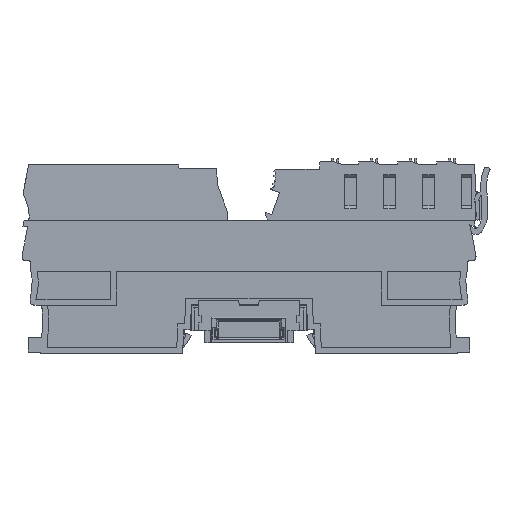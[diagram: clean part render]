
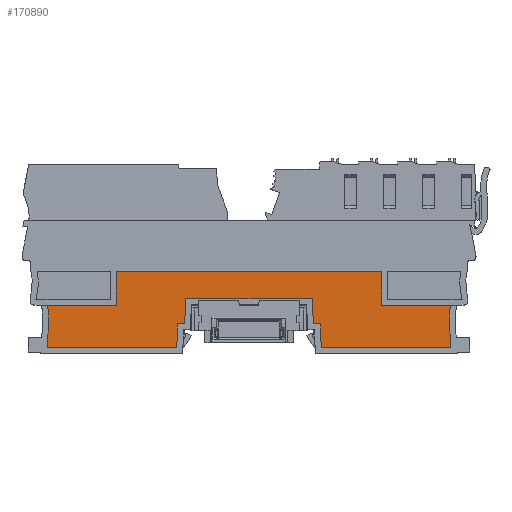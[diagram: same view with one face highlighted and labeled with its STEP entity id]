
A CAD part, left-side view. The second image highlights one B-rep face of the part: STEP entity #170890.
In plain terms, the highlighted face is planar.
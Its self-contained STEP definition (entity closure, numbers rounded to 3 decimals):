
#26400=CARTESIAN_POINT('',(78.816,4.471,
-31.));
#26410=VERTEX_POINT('',#26400);
#26440=CARTESIAN_POINT('',(-19.887,-7.648,
-31.));
#26450=DIRECTION('',(0.993,0.122,
0.));
#26460=VECTOR('',#26450,1.);
#26470=LINE('',#26440,#26460);
#26480=CARTESIAN_POINT('',(44.145,0.214,
-31.));
#26490=VERTEX_POINT('',#26480);
#26500=EDGE_CURVE('',#26490,#26410,#26470,.T.);
#27670=CARTESIAN_POINT('',(-20.667,-1.296,
-31.));
#27680=DIRECTION('',(0.993,0.122,
0.));
#27690=VECTOR('',#27680,1.);
#27700=LINE('',#27670,#27690);
#27710=CARTESIAN_POINT('',(41.242,6.305,
-31.));
#27720=VERTEX_POINT('',#27710);
#27730=CARTESIAN_POINT('',(43.144,6.539,
-31.));
#27740=VERTEX_POINT('',#27730);
#27750=EDGE_CURVE('',#27720,#27740,#27700,.T.);
#141440=CARTESIAN_POINT('',(110.904,15.564,
-31.));
#141450=DIRECTION('',(0.,0.,-1.));
#141460=DIRECTION('',(0.993,0.122,
0.));
#141470=AXIS2_PLACEMENT_3D('',#141440,#141450,#141460);
#141480=CIRCLE('',#141470,33.6);
#141490=CARTESIAN_POINT('',(78.581,6.387,
-31.));
#141500=VERTEX_POINT('',#141490);
#141510=CARTESIAN_POINT('',(77.304,15.771,
-31.));
#141520=VERTEX_POINT('',#141510);
#141530=EDGE_CURVE('',#141500,#141520,#141480,.T.);
#145590=CARTESIAN_POINT('',(73.498,47.784,
-31.));
#145600=DIRECTION('',(-0.122,0.993,
0.));
#145610=VECTOR('',#145600,1.);
#145620=LINE('',#145590,#145610);
#145630=EDGE_CURVE('',#26410,#141500,#145620,.T.);
#159150=CARTESIAN_POINT('',(37.315,43.341,
-31.));
#159160=DIRECTION('',(0.156,-0.988,
0.));
#159170=VECTOR('',#159160,1.);
#159180=LINE('',#159150,#159170);
#159190=EDGE_CURVE('',#27740,#26490,#159180,.T.);
#160410=CARTESIAN_POINT('',(58.916,13.513,
-31.));
#160420=VERTEX_POINT('',#160410);
#160450=CARTESIAN_POINT('',(-21.276,3.667,
-31.));
#160460=DIRECTION('',(0.993,0.122,
0.));
#160470=VECTOR('',#160460,1.);
#160480=LINE('',#160450,#160470);
#160490=EDGE_CURVE('',#160420,#141520,#160480,.T.);
#168800=CARTESIAN_POINT('',(-30.439,2.542,
-31.));
#168810=VERTEX_POINT('',#168800);
#168840=CARTESIAN_POINT('',(-21.276,3.667,
-31.));
#168850=DIRECTION('',(-0.993,-0.122,
0.));
#168860=VECTOR('',#168850,1.);
#168870=LINE('',#168840,#168860);
#168880=CARTESIAN_POINT('',(-12.051,4.799,
-31.));
#168890=VERTEX_POINT('',#168880);
#168900=EDGE_CURVE('',#168890,#168810,#168870,.T.);
#169290=CARTESIAN_POINT('',(-29.408,-6.872,
-31.));
#169300=VERTEX_POINT('',#169290);
#169330=CARTESIAN_POINT('',(-62.99,-5.788,
-31.));
#169340=DIRECTION('',(0.,0.,1.));
#169350=DIRECTION('',(-0.993,-0.122,
0.));
#169360=AXIS2_PLACEMENT_3D('',#169330,#169340,#169350);
#169370=CIRCLE('',#169360,33.6);
#169380=EDGE_CURVE('',#169300,#168810,#169370,.T.);
#169590=CARTESIAN_POINT('',(57.807,22.545,
-31.));
#169600=VERTEX_POINT('',#169590);
#169680=CARTESIAN_POINT('',(-13.16,13.831,
-31.));
#169690=VERTEX_POINT('',#169680);
#169720=CARTESIAN_POINT('',(-22.385,12.699,
-31.));
#169730=DIRECTION('',(-0.993,-0.122,
0.));
#169740=VECTOR('',#169730,1.);
#169750=LINE('',#169720,#169740);
#169760=EDGE_CURVE('',#169600,#169690,#169750,.T.);
#169930=CARTESIAN_POINT('',(-15.98,36.797,
-31.));
#169940=DIRECTION('',(-0.122,0.993,
0.));
#169950=VECTOR('',#169940,1.);
#169960=LINE('',#169930,#169950);
#169970=EDGE_CURVE('',#168890,#169690,#169960,.T.);
#170120=CARTESIAN_POINT('',(73.217,5.975,
-31.));
#170130=DIRECTION('',(0.,0.,1.));
#170140=DIRECTION('',(0.993,0.122,
0.));
#170150=AXIS2_PLACEMENT_3D('',#170120,#170130,#170140);
#170160=PLANE('',#170150);
#170170=ORIENTED_EDGE('',*,*,#26500,.F.);
#170180=ORIENTED_EDGE('',*,*,#145630,.F.);
#170190=ORIENTED_EDGE('',*,*,#141530,.F.);
#170200=ORIENTED_EDGE('',*,*,#160490,.T.);
#170210=CARTESIAN_POINT('',(54.987,45.511,
-31.));
#170220=DIRECTION('',(-0.122,0.993,
0.));
#170230=VECTOR('',#170220,1.);
#170240=LINE('',#170210,#170230);
#170250=EDGE_CURVE('',#160420,#169600,#170240,.T.);
#170260=ORIENTED_EDGE('',*,*,#170250,.F.);
#170270=ORIENTED_EDGE('',*,*,#169760,.F.);
#170280=ORIENTED_EDGE('',*,*,#169970,.T.);
#170290=ORIENTED_EDGE('',*,*,#168900,.F.);
#170300=ORIENTED_EDGE('',*,*,#169380,.T.);
#170310=CARTESIAN_POINT('',(-34.491,34.525,
-31.));
#170320=DIRECTION('',(-0.122,0.993,
0.));
#170330=VECTOR('',#170320,1.);
#170340=LINE('',#170310,#170330);
#170350=CARTESIAN_POINT('',(-29.173,-8.789,
-31.));
#170360=VERTEX_POINT('',#170350);
#170370=EDGE_CURVE('',#170360,#169300,#170340,.T.);
#170380=ORIENTED_EDGE('',*,*,#170370,.T.);
#170390=CARTESIAN_POINT('',(-19.887,-7.648,
-31.));
#170400=DIRECTION('',(-0.993,-0.122,
0.));
#170410=VECTOR('',#170400,1.);
#170420=LINE('',#170390,#170410);
#170430=CARTESIAN_POINT('',(5.498,-4.532,
-31.));
#170440=VERTEX_POINT('',#170430);
#170450=EDGE_CURVE('',#170440,#170360,#170420,.T.);
#170460=ORIENTED_EDGE('',*,*,#170450,.T.);
#170470=CARTESIAN_POINT('',(1.693,38.967,
-31.));
#170480=DIRECTION('',(0.087,-0.996,
0.));
#170490=VECTOR('',#170480,1.);
#170500=LINE('',#170470,#170490);
#170510=CARTESIAN_POINT('',(4.94,1.848,
-31.));
#170520=VERTEX_POINT('',#170510);
#170530=EDGE_CURVE('',#170520,#170440,#170500,.T.);
#170540=ORIENTED_EDGE('',*,*,#170530,.T.);
#170550=CARTESIAN_POINT('',(-20.667,-1.296,
-31.));
#170560=DIRECTION('',(0.993,0.122,
0.));
#170570=VECTOR('',#170560,1.);
#170580=LINE('',#170550,#170570);
#170590=CARTESIAN_POINT('',(6.842,2.082,
-31.));
#170600=VERTEX_POINT('',#170590);
#170610=EDGE_CURVE('',#170520,#170600,#170580,.T.);
#170620=ORIENTED_EDGE('',*,*,#170610,.F.);
#170630=CARTESIAN_POINT('',(3.595,39.201,
-31.));
#170640=DIRECTION('',(0.087,-0.996,
0.));
#170650=VECTOR('',#170640,1.);
#170660=LINE('',#170630,#170650);
#170670=CARTESIAN_POINT('',(6.253,8.81,
-31.));
#170680=VERTEX_POINT('',#170670);
#170690=EDGE_CURVE('',#170680,#170600,#170660,.T.);
#170700=ORIENTED_EDGE('',*,*,#170690,.T.);
#170710=CARTESIAN_POINT('',(-21.49,5.404,
-31.));
#170720=DIRECTION('',(-0.993,-0.122,
0.));
#170730=VECTOR('',#170720,1.);
#170740=LINE('',#170710,#170730);
#170750=CARTESIAN_POINT('',(40.185,12.976,
-31.));
#170760=VERTEX_POINT('',#170750);
#170770=EDGE_CURVE('',#170760,#170680,#170740,.T.);
#170780=ORIENTED_EDGE('',*,*,#170770,.T.);
#170790=CARTESIAN_POINT('',(35.413,43.108,
-31.));
#170800=DIRECTION('',(0.156,-0.988,
0.));
#170810=VECTOR('',#170800,1.);
#170820=LINE('',#170790,#170810);
#170830=EDGE_CURVE('',#170760,#27720,#170820,.T.);
#170840=ORIENTED_EDGE('',*,*,#170830,.F.);
#170850=ORIENTED_EDGE('',*,*,#27750,.F.);
#170860=ORIENTED_EDGE('',*,*,#159190,.F.);
#170870=EDGE_LOOP('',(#170860,#170850,#170840,#170780,#170700,#170620,
#170540,#170460,#170380,#170300,#170290,#170280,#170270,#170260,#170200,
#170190,#170180,#170170));
#170880=FACE_OUTER_BOUND('',#170870,.T.);
#170890=ADVANCED_FACE('',(#170880),#170160,.F.);
